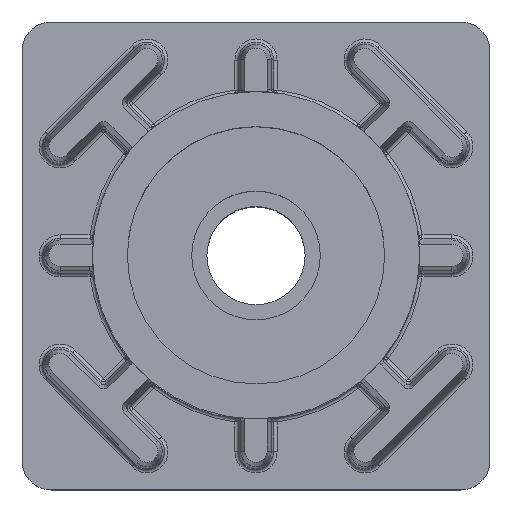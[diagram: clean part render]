
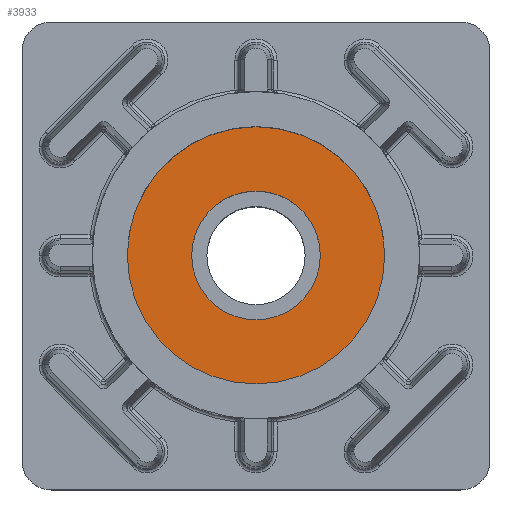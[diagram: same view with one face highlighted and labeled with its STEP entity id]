
A CAD part, top view. The second image highlights one B-rep face of the part: STEP entity #3933.
In plain terms, the highlighted planar face has unit normal (0, 0, 1).
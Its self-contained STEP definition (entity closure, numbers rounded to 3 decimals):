
#197 = PLANE ( 'NONE',  #3439 ) ;
#360 = EDGE_CURVE ( 'NONE', #5811, #3346, #5693, .T. ) ;
#766 = AXIS2_PLACEMENT_3D ( 'NONE', #3308, #9712, #4249 ) ;
#1335 = CIRCLE ( 'NONE', #6696, 5.5 ) ;
#1543 = ORIENTED_EDGE ( 'NONE', *, *, #5997, .F. ) ;
#1587 = ORIENTED_EDGE ( 'NONE', *, *, #4216, .F. ) ;
#1720 = ORIENTED_EDGE ( 'NONE', *, *, #4312, .T. ) ;
#1794 = VERTEX_POINT ( 'NONE', #8291 ) ;
#1996 = DIRECTION ( 'NONE',  ( 1., 0., 0. ) ) ;
#2238 = CIRCLE ( 'NONE', #766, 5.5 ) ;
#3308 = CARTESIAN_POINT ( 'NONE',  ( 0., 0., 31. ) ) ;
#3346 = VERTEX_POINT ( 'NONE', #3539 ) ;
#3439 = AXIS2_PLACEMENT_3D ( 'NONE', #6555, #7473, #1996 ) ;
#3539 = CARTESIAN_POINT ( 'NONE',  ( -11., 0., 31. ) ) ;
#3639 = DIRECTION ( 'NONE',  ( 0., 0., 1. ) ) ;
#3933 = ADVANCED_FACE ( 'NONE', ( #4615, #4491 ), #197, .T. ) ;
#4141 = CARTESIAN_POINT ( 'NONE',  ( 0., 0., 31. ) ) ;
#4216 = EDGE_CURVE ( 'NONE', #1794, #11294, #2238, .T. ) ;
#4249 = DIRECTION ( 'NONE',  ( 1., 0., 0. ) ) ;
#4312 = EDGE_CURVE ( 'NONE', #3346, #5811, #7814, .T. ) ;
#4415 = EDGE_LOOP ( 'NONE', ( #11178, #1720 ) ) ;
#4491 = FACE_OUTER_BOUND ( 'NONE', #4415, .T. ) ;
#4615 = FACE_BOUND ( 'NONE', #9085, .T. ) ;
#4790 = CARTESIAN_POINT ( 'NONE',  ( 0., 0., 31. ) ) ;
#5059 = AXIS2_PLACEMENT_3D ( 'NONE', #4141, #10515, #5065 ) ;
#5065 = DIRECTION ( 'NONE',  ( 1., 0., 0. ) ) ;
#5693 = CIRCLE ( 'NONE', #8076, 11. ) ;
#5709 = DIRECTION ( 'NONE',  ( 1., 0., 0. ) ) ;
#5811 = VERTEX_POINT ( 'NONE', #8066 ) ;
#5997 = EDGE_CURVE ( 'NONE', #11294, #1794, #1335, .T. ) ;
#6555 = CARTESIAN_POINT ( 'NONE',  ( 0., 0., 31. ) ) ;
#6696 = AXIS2_PLACEMENT_3D ( 'NONE', #4790, #11171, #5709 ) ;
#7473 = DIRECTION ( 'NONE',  ( 0., 0., 1. ) ) ;
#7814 = CIRCLE ( 'NONE', #5059, 11. ) ;
#8066 = CARTESIAN_POINT ( 'NONE',  ( 11., 0., 31. ) ) ;
#8076 = AXIS2_PLACEMENT_3D ( 'NONE', #9115, #3639, #10037 ) ;
#8291 = CARTESIAN_POINT ( 'NONE',  ( -5.5, 0., 31. ) ) ;
#9085 = EDGE_LOOP ( 'NONE', ( #1543, #1587 ) ) ;
#9115 = CARTESIAN_POINT ( 'NONE',  ( 0., 0., 31. ) ) ;
#9356 = CARTESIAN_POINT ( 'NONE',  ( 5.5, 0., 31. ) ) ;
#9712 = DIRECTION ( 'NONE',  ( 0., 0., 1. ) ) ;
#10037 = DIRECTION ( 'NONE',  ( 1., 0., 0. ) ) ;
#10515 = DIRECTION ( 'NONE',  ( 0., 0., 1. ) ) ;
#11171 = DIRECTION ( 'NONE',  ( 0., 0., 1. ) ) ;
#11178 = ORIENTED_EDGE ( 'NONE', *, *, #360, .T. ) ;
#11294 = VERTEX_POINT ( 'NONE', #9356 ) ;
